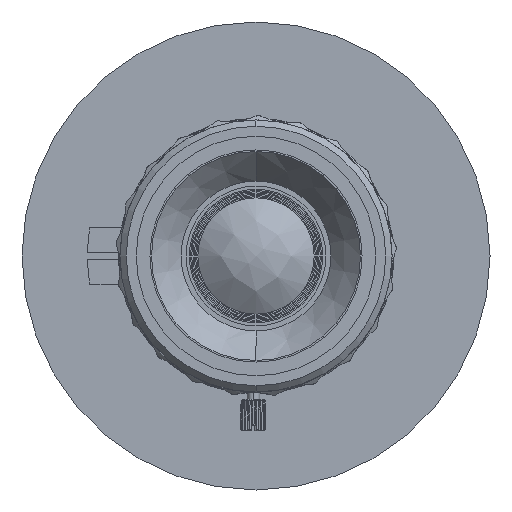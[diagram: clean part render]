
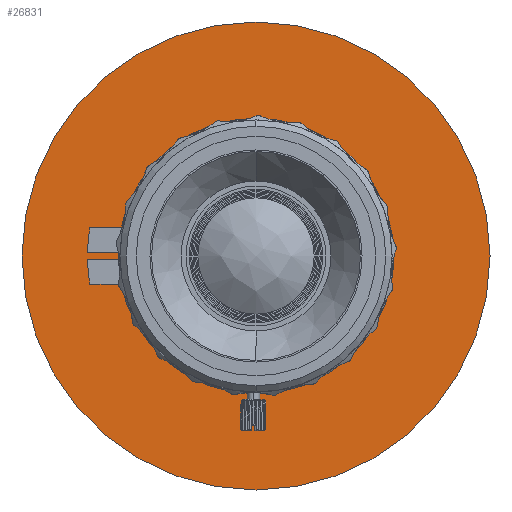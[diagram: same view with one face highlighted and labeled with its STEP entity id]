
A CAD part, left-side view. The second image highlights one B-rep face of the part: STEP entity #26831.
In plain terms, the highlighted planar face has unit normal (-1, 0, 0).
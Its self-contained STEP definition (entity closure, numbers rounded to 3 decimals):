
#1317 = ORIENTED_EDGE ( 'NONE', *, *, #40183, .F. ) ;
#2101 = EDGE_CURVE ( 'NONE', #35754, #19027, #53049, .T. ) ;
#3214 = EDGE_LOOP ( 'NONE', ( #61753, #32036 ) ) ;
#6135 = CIRCLE ( 'NONE', #49629, 21. ) ;
#6283 = EDGE_LOOP ( 'NONE', ( #1317, #30790 ) ) ;
#7498 = CARTESIAN_POINT ( 'NONE',  ( 49.33, 0., -21. ) ) ;
#9897 = DIRECTION ( 'NONE',  ( 1., 0., 0. ) ) ;
#14406 = DIRECTION ( 'NONE',  ( -1., 0., 0. ) ) ;
#14824 = FACE_BOUND ( 'NONE', #3214, .T. ) ;
#15235 = DIRECTION ( 'NONE',  ( 0., 0., -1. ) ) ;
#19027 = VERTEX_POINT ( 'NONE', #37962 ) ;
#22486 = CIRCLE ( 'NONE', #36654, 37.5 ) ;
#25771 = EDGE_CURVE ( 'NONE', #53873, #29725, #30171, .T. ) ;
#26831 = ADVANCED_FACE ( 'NONE', ( #14824, #49344 ), #49012, .F. ) ;
#29218 = DIRECTION ( 'NONE',  ( 0., 0., -1. ) ) ;
#29725 = VERTEX_POINT ( 'NONE', #7498 ) ;
#30108 = AXIS2_PLACEMENT_3D ( 'NONE', #56390, #39100, #56062 ) ;
#30171 = CIRCLE ( 'NONE', #38848, 21. ) ;
#30790 = ORIENTED_EDGE ( 'NONE', *, *, #2101, .F. ) ;
#30904 = DIRECTION ( 'NONE',  ( -1., 0., 0. ) ) ;
#32036 = ORIENTED_EDGE ( 'NONE', *, *, #25771, .F. ) ;
#35115 = CARTESIAN_POINT ( 'NONE',  ( 49.33, 0., 0. ) ) ;
#35513 = CARTESIAN_POINT ( 'NONE',  ( 49.33, 0., 21. ) ) ;
#35754 = VERTEX_POINT ( 'NONE', #37309 ) ;
#36654 = AXIS2_PLACEMENT_3D ( 'NONE', #55101, #45218, #29218 ) ;
#37309 = CARTESIAN_POINT ( 'NONE',  ( 49.33, 0., 37.5 ) ) ;
#37339 = CARTESIAN_POINT ( 'NONE',  ( 49.33, 0., 0. ) ) ;
#37962 = CARTESIAN_POINT ( 'NONE',  ( 49.33, 0., -37.5 ) ) ;
#38848 = AXIS2_PLACEMENT_3D ( 'NONE', #37339, #30904, #15235 ) ;
#39100 = DIRECTION ( 'NONE',  ( 1., 0., 0. ) ) ;
#40183 = EDGE_CURVE ( 'NONE', #19027, #35754, #22486, .T. ) ;
#45218 = DIRECTION ( 'NONE',  ( 1., 0., 0. ) ) ;
#45856 = EDGE_CURVE ( 'NONE', #29725, #53873, #6135, .T. ) ;
#46008 = DIRECTION ( 'NONE',  ( 0., 0., -1. ) ) ;
#46546 = AXIS2_PLACEMENT_3D ( 'NONE', #35115, #9897, #46008 ) ;
#49012 = PLANE ( 'NONE',  #30108 ) ;
#49344 = FACE_OUTER_BOUND ( 'NONE', #6283, .T. ) ;
#49629 = AXIS2_PLACEMENT_3D ( 'NONE', #61398, #14406, #66842 ) ;
#53049 = CIRCLE ( 'NONE', #46546, 37.5 ) ;
#53873 = VERTEX_POINT ( 'NONE', #35513 ) ;
#55101 = CARTESIAN_POINT ( 'NONE',  ( 49.33, 0., 0. ) ) ;
#56062 = DIRECTION ( 'NONE',  ( 0., 0., -1. ) ) ;
#56390 = CARTESIAN_POINT ( 'NONE',  ( 49.33, 0., 0. ) ) ;
#61398 = CARTESIAN_POINT ( 'NONE',  ( 49.33, 0., 0. ) ) ;
#61753 = ORIENTED_EDGE ( 'NONE', *, *, #45856, .F. ) ;
#66842 = DIRECTION ( 'NONE',  ( 0., 0., -1. ) ) ;
